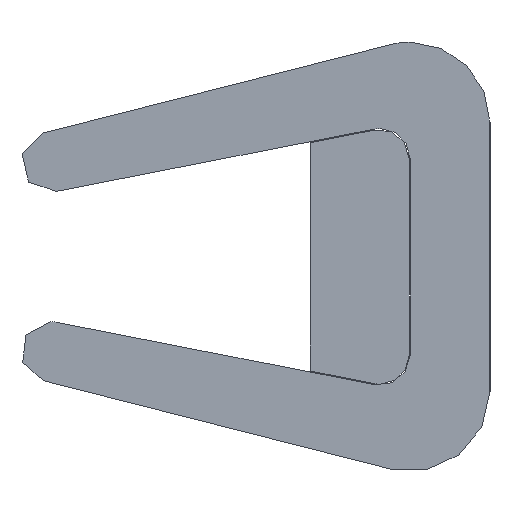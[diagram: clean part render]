
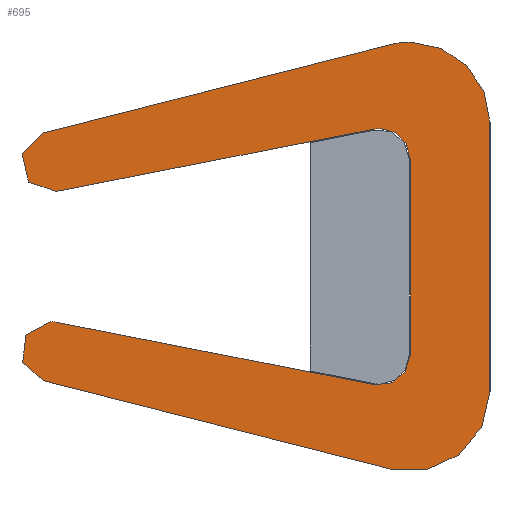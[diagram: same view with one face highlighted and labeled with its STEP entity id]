
A CAD part, left-side view. The second image highlights one B-rep face of the part: STEP entity #695.
In plain terms, the highlighted planar face has unit normal (-1, 0, 0).
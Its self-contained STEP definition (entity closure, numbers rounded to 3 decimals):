
#2 = DIRECTION ( 'NONE',  ( 1., 0., 0. ) ) ;
#5 = ORIENTED_EDGE ( 'NONE', *, *, #619, .F. ) ;
#6 = EDGE_CURVE ( 'NONE', #28, #795, #285, .T. ) ;
#7 = DIRECTION ( 'NONE',  ( 1., 0., 0. ) ) ;
#9 = VERTEX_POINT ( 'NONE', #820 ) ;
#24 = EDGE_CURVE ( 'NONE', #114, #249, #182, .T. ) ;
#28 = VERTEX_POINT ( 'NONE', #84 ) ;
#29 = CIRCLE ( 'NONE', #445, 0.3 ) ;
#47 = FACE_OUTER_BOUND ( 'NONE', #463, .T. ) ;
#49 = DIRECTION ( 'NONE',  ( 1., 0., 0. ) ) ;
#52 = DIRECTION ( 'NONE',  ( 0., 0., -1. ) ) ;
#71 = ORIENTED_EDGE ( 'NONE', *, *, #257, .F. ) ;
#74 = EDGE_CURVE ( 'NONE', #395, #625, #371, .T. ) ;
#84 = CARTESIAN_POINT ( 'NONE',  ( 0., 1.158, 1.28 ) ) ;
#92 = CARTESIAN_POINT ( 'NONE',  ( 0., 4.4, 0.95 ) ) ;
#94 = CIRCLE ( 'NONE', #642, 0.3 ) ;
#98 = CARTESIAN_POINT ( 'NONE',  ( 0., 4.4, -0.95 ) ) ;
#108 = AXIS2_PLACEMENT_3D ( 'NONE', #813, #721, #621 ) ;
#114 = VERTEX_POINT ( 'NONE', #713 ) ;
#116 = DIRECTION ( 'NONE',  ( 0., 0.981, -0.192 ) ) ;
#123 = CARTESIAN_POINT ( 'NONE',  ( 0., 0.8, 1.35 ) ) ;
#126 = CARTESIAN_POINT ( 'NONE',  ( 0., 0., -1.35 ) ) ;
#133 = ORIENTED_EDGE ( 'NONE', *, *, #6, .F. ) ;
#135 = VECTOR ( 'NONE', #205, 1000. ) ;
#141 = AXIS2_PLACEMENT_3D ( 'NONE', #123, #49, #831 ) ;
#182 = CIRCLE ( 'NONE', #870, 0.8 ) ;
#192 = EDGE_CURVE ( 'NONE', #260, #9, #687, .T. ) ;
#196 = EDGE_CURVE ( 'NONE', #249, #848, #473, .T. ) ;
#198 = CARTESIAN_POINT ( 'NONE',  ( 0., 4.342, 0.656 ) ) ;
#205 = DIRECTION ( 'NONE',  ( 0., 0., 1. ) ) ;
#206 = DIRECTION ( 'NONE',  ( 0., 0.969, 0.247 ) ) ;
#212 = AXIS2_PLACEMENT_3D ( 'NONE', #659, #569, #472 ) ;
#213 = CIRCLE ( 'NONE', #590, 0.3 ) ;
#239 = VERTEX_POINT ( 'NONE', #358 ) ;
#249 = VERTEX_POINT ( 'NONE', #718 ) ;
#256 = CARTESIAN_POINT ( 'NONE',  ( 0., 4.342, 0.656 ) ) ;
#257 = EDGE_CURVE ( 'NONE', #795, #312, #29, .T. ) ;
#259 = ORIENTED_EDGE ( 'NONE', *, *, #286, .F. ) ;
#260 = VERTEX_POINT ( 'NONE', #592 ) ;
#261 = EDGE_CURVE ( 'NONE', #364, #575, #762, .T. ) ;
#264 = DIRECTION ( 'NONE',  ( 0., 0., 1. ) ) ;
#282 = ORIENTED_EDGE ( 'NONE', *, *, #24, .F. ) ;
#285 = LINE ( 'NONE', #198, #751 ) ;
#286 = EDGE_CURVE ( 'NONE', #848, #364, #855, .T. ) ;
#289 = CARTESIAN_POINT ( 'NONE',  ( 0., 0.8, -0.985 ) ) ;
#290 = CARTESIAN_POINT ( 'NONE',  ( 0., 0.997, -2.125 ) ) ;
#298 = AXIS2_PLACEMENT_3D ( 'NONE', #572, #479, #380 ) ;
#312 = VERTEX_POINT ( 'NONE', #453 ) ;
#317 = CARTESIAN_POINT ( 'NONE',  ( 0., 0., -1.35 ) ) ;
#321 = VECTOR ( 'NONE', #206, 1000. ) ;
#332 = ORIENTED_EDGE ( 'NONE', *, *, #604, .F. ) ;
#346 = ORIENTED_EDGE ( 'NONE', *, *, #261, .F. ) ;
#349 = DIRECTION ( 'NONE',  ( -1., 0., 0. ) ) ;
#358 = CARTESIAN_POINT ( 'NONE',  ( 0., 1.158, -1.28 ) ) ;
#360 = DIRECTION ( 'NONE',  ( 0., -0.969, 0.247 ) ) ;
#364 = VERTEX_POINT ( 'NONE', #317 ) ;
#371 = LINE ( 'NONE', #289, #135 ) ;
#375 = LINE ( 'NONE', #290, #321 ) ;
#378 = EDGE_CURVE ( 'NONE', #863, #239, #861, .T. ) ;
#380 = DIRECTION ( 'NONE',  ( 0., 0., -1. ) ) ;
#395 = VERTEX_POINT ( 'NONE', #838 ) ;
#401 = CIRCLE ( 'NONE', #526, 0.3 ) ;
#403 = PLANE ( 'NONE',  #298 ) ;
#404 = DIRECTION ( 'NONE',  ( 0., 0., -1. ) ) ;
#412 = ORIENTED_EDGE ( 'NONE', *, *, #436, .F. ) ;
#424 = VECTOR ( 'NONE', #360, 1000. ) ;
#436 = EDGE_CURVE ( 'NONE', #693, #28, #401, .T. ) ;
#445 = AXIS2_PLACEMENT_3D ( 'NONE', #92, #2, #786 ) ;
#452 = CARTESIAN_POINT ( 'NONE',  ( 0., 0.997, 2.125 ) ) ;
#453 = CARTESIAN_POINT ( 'NONE',  ( 0., 4.474, 1.241 ) ) ;
#463 = EDGE_LOOP ( 'NONE', ( #346, #259, #775, #282, #734, #71, #133, #412, #332, #815, #725, #481, #506, #671, #5 ) ) ;
#471 = DIRECTION ( 'NONE',  ( 0., 0., 1. ) ) ;
#472 = DIRECTION ( 'NONE',  ( 0., 0., -1. ) ) ;
#473 = CIRCLE ( 'NONE', #141, 0.8 ) ;
#477 = CIRCLE ( 'NONE', #108, 0.3 ) ;
#479 = DIRECTION ( 'NONE',  ( 1., 0., 0. ) ) ;
#481 = ORIENTED_EDGE ( 'NONE', *, *, #378, .F. ) ;
#485 = CARTESIAN_POINT ( 'NONE',  ( 0., 4.342, -0.656 ) ) ;
#498 = CARTESIAN_POINT ( 'NONE',  ( 0., 0.997, -2.125 ) ) ;
#504 = DIRECTION ( 'NONE',  ( 1., 0., 0. ) ) ;
#506 = ORIENTED_EDGE ( 'NONE', *, *, #817, .F. ) ;
#514 = DIRECTION ( 'NONE',  ( 0., 0., -1. ) ) ;
#526 = AXIS2_PLACEMENT_3D ( 'NONE', #819, #349, #264 ) ;
#553 = LINE ( 'NONE', #452, #424 ) ;
#568 = DIRECTION ( 'NONE',  ( -1., 0., 0. ) ) ;
#569 = DIRECTION ( 'NONE',  ( 1., 0., 0. ) ) ;
#572 = CARTESIAN_POINT ( 'NONE',  ( 0., 0.8, -1.35 ) ) ;
#575 = VERTEX_POINT ( 'NONE', #498 ) ;
#577 = CARTESIAN_POINT ( 'NONE',  ( 0., 0., 1.35 ) ) ;
#590 = AXIS2_PLACEMENT_3D ( 'NONE', #98, #7, #792 ) ;
#592 = CARTESIAN_POINT ( 'NONE',  ( 0., 4.474, -1.241 ) ) ;
#604 = EDGE_CURVE ( 'NONE', #625, #693, #94, .T. ) ;
#607 = DIRECTION ( 'NONE',  ( 1., 0., 0. ) ) ;
#619 = EDGE_CURVE ( 'NONE', #575, #260, #375, .T. ) ;
#621 = DIRECTION ( 'NONE',  ( 0., 0., -1. ) ) ;
#625 = VERTEX_POINT ( 'NONE', #638 ) ;
#638 = CARTESIAN_POINT ( 'NONE',  ( 0., 0.8, 0.985 ) ) ;
#642 = AXIS2_PLACEMENT_3D ( 'NONE', #658, #568, #471 ) ;
#658 = CARTESIAN_POINT ( 'NONE',  ( 0., 1.1, 0.985 ) ) ;
#659 = CARTESIAN_POINT ( 'NONE',  ( 0., 4.4, -0.95 ) ) ;
#662 = CARTESIAN_POINT ( 'NONE',  ( 0., 1.1, 1.285 ) ) ;
#670 = DIRECTION ( 'NONE',  ( 0., -0.981, -0.192 ) ) ;
#671 = ORIENTED_EDGE ( 'NONE', *, *, #192, .F. ) ;
#687 = CIRCLE ( 'NONE', #212, 0.3 ) ;
#690 = CARTESIAN_POINT ( 'NONE',  ( 0., 0.8, -1.35 ) ) ;
#693 = VERTEX_POINT ( 'NONE', #662 ) ;
#695 = ADVANCED_FACE ( 'NONE', ( #47 ), #403, .F. ) ;
#697 = VECTOR ( 'NONE', #670, 1000. ) ;
#707 = CARTESIAN_POINT ( 'NONE',  ( 0., 0.8, 1.35 ) ) ;
#713 = CARTESIAN_POINT ( 'NONE',  ( 0., 0.997, 2.125 ) ) ;
#718 = CARTESIAN_POINT ( 'NONE',  ( 0., 0.8, 2.15 ) ) ;
#721 = DIRECTION ( 'NONE',  ( -1., 0., 0. ) ) ;
#725 = ORIENTED_EDGE ( 'NONE', *, *, #746, .F. ) ;
#734 = ORIENTED_EDGE ( 'NONE', *, *, #737, .F. ) ;
#737 = EDGE_CURVE ( 'NONE', #312, #114, #553, .T. ) ;
#746 = EDGE_CURVE ( 'NONE', #239, #395, #477, .T. ) ;
#751 = VECTOR ( 'NONE', #116, 1000. ) ;
#762 = CIRCLE ( 'NONE', #779, 0.8 ) ;
#772 = CARTESIAN_POINT ( 'NONE',  ( 0., 4.342, -0.656 ) ) ;
#775 = ORIENTED_EDGE ( 'NONE', *, *, #196, .F. ) ;
#779 = AXIS2_PLACEMENT_3D ( 'NONE', #690, #504, #404 ) ;
#786 = DIRECTION ( 'NONE',  ( 0., 0., -1. ) ) ;
#792 = DIRECTION ( 'NONE',  ( 0., 0., -1. ) ) ;
#795 = VERTEX_POINT ( 'NONE', #256 ) ;
#813 = CARTESIAN_POINT ( 'NONE',  ( 0., 1.1, -0.985 ) ) ;
#815 = ORIENTED_EDGE ( 'NONE', *, *, #74, .F. ) ;
#817 = EDGE_CURVE ( 'NONE', #9, #863, #213, .T. ) ;
#819 = CARTESIAN_POINT ( 'NONE',  ( 0., 1.1, 0.985 ) ) ;
#820 = CARTESIAN_POINT ( 'NONE',  ( 0., 4.4, -0.65 ) ) ;
#831 = DIRECTION ( 'NONE',  ( 0., 0., -1. ) ) ;
#838 = CARTESIAN_POINT ( 'NONE',  ( 0., 0.8, -0.985 ) ) ;
#848 = VERTEX_POINT ( 'NONE', #577 ) ;
#853 = VECTOR ( 'NONE', #52, 1000. ) ;
#855 = LINE ( 'NONE', #126, #853 ) ;
#861 = LINE ( 'NONE', #772, #697 ) ;
#863 = VERTEX_POINT ( 'NONE', #485 ) ;
#870 = AXIS2_PLACEMENT_3D ( 'NONE', #707, #607, #514 ) ;
